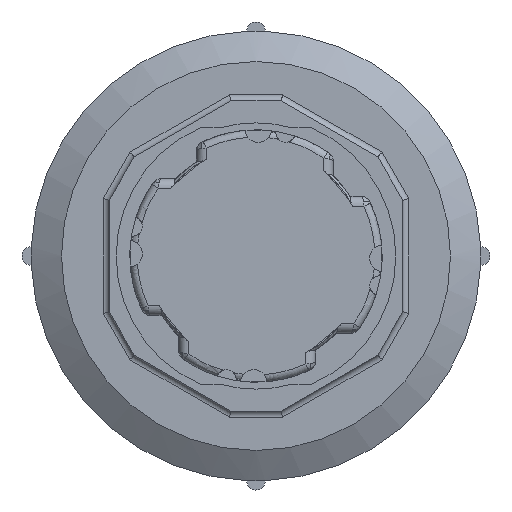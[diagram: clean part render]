
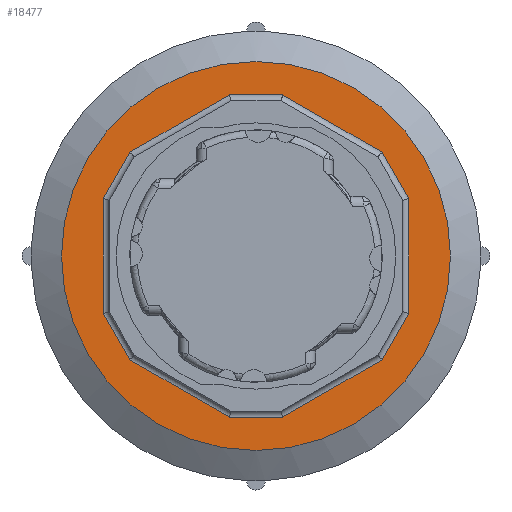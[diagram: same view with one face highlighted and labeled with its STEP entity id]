
A CAD part, front view. The second image highlights one B-rep face of the part: STEP entity #18477.
In plain terms, the highlighted planar face has unit normal (0, -1, 0).
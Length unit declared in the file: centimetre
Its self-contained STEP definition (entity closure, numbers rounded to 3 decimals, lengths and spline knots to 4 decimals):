
#294=FACE_BOUND('',#2953,.T.);
#1004=PLANE('',#19803);
#1934=FACE_OUTER_BOUND('',#2952,.T.);
#2952=EDGE_LOOP('',(#17019));
#2953=EDGE_LOOP('',(#17020,#17021,#17022,#17023,#17024,#17025,#17026,#17027,
#17028,#17029,#17030,#17031));
#5082=LINE('',#30816,#7226);
#5083=LINE('',#30818,#7227);
#5084=LINE('',#30820,#7228);
#5085=LINE('',#30822,#7229);
#5086=LINE('',#30824,#7230);
#5087=LINE('',#30826,#7231);
#5088=LINE('',#30828,#7232);
#5089=LINE('',#30830,#7233);
#5090=LINE('',#30832,#7234);
#5091=LINE('',#30834,#7235);
#5092=LINE('',#30836,#7236);
#5093=LINE('',#30837,#7237);
#7226=VECTOR('',#24478,0.4401);
#7227=VECTOR('',#24479,0.9439);
#7228=VECTOR('',#24480,0.4401);
#7229=VECTOR('',#24481,0.9439);
#7230=VECTOR('',#24482,0.4401);
#7231=VECTOR('',#24483,0.9439);
#7232=VECTOR('',#24484,0.4401);
#7233=VECTOR('',#24485,0.9439);
#7234=VECTOR('',#24486,0.4401);
#7235=VECTOR('',#24487,0.9439);
#7236=VECTOR('',#24488,0.4401);
#7237=VECTOR('',#24489,0.9439);
#7637=CIRCLE('',#19747,1.6);
#9337=VERTEX_POINT('',#30680);
#9381=VERTEX_POINT('',#30814);
#9382=VERTEX_POINT('',#30815);
#9383=VERTEX_POINT('',#30817);
#9384=VERTEX_POINT('',#30819);
#9385=VERTEX_POINT('',#30821);
#9386=VERTEX_POINT('',#30823);
#9387=VERTEX_POINT('',#30825);
#9388=VERTEX_POINT('',#30827);
#9389=VERTEX_POINT('',#30829);
#9390=VERTEX_POINT('',#30831);
#9391=VERTEX_POINT('',#30833);
#9392=VERTEX_POINT('',#30835);
#11920=EDGE_CURVE('',#9337,#9337,#7637,.T.);
#11982=EDGE_CURVE('',#9381,#9382,#5082,.T.);
#11983=EDGE_CURVE('',#9383,#9381,#5083,.T.);
#11984=EDGE_CURVE('',#9384,#9383,#5084,.T.);
#11985=EDGE_CURVE('',#9385,#9384,#5085,.T.);
#11986=EDGE_CURVE('',#9386,#9385,#5086,.T.);
#11987=EDGE_CURVE('',#9387,#9386,#5087,.T.);
#11988=EDGE_CURVE('',#9388,#9387,#5088,.T.);
#11989=EDGE_CURVE('',#9389,#9388,#5089,.T.);
#11990=EDGE_CURVE('',#9390,#9389,#5090,.T.);
#11991=EDGE_CURVE('',#9391,#9390,#5091,.T.);
#11992=EDGE_CURVE('',#9392,#9391,#5092,.T.);
#11993=EDGE_CURVE('',#9382,#9392,#5093,.T.);
#17019=ORIENTED_EDGE('',*,*,#11920,.T.);
#17020=ORIENTED_EDGE('',*,*,#11982,.F.);
#17021=ORIENTED_EDGE('',*,*,#11983,.F.);
#17022=ORIENTED_EDGE('',*,*,#11984,.F.);
#17023=ORIENTED_EDGE('',*,*,#11985,.F.);
#17024=ORIENTED_EDGE('',*,*,#11986,.F.);
#17025=ORIENTED_EDGE('',*,*,#11987,.F.);
#17026=ORIENTED_EDGE('',*,*,#11988,.F.);
#17027=ORIENTED_EDGE('',*,*,#11989,.F.);
#17028=ORIENTED_EDGE('',*,*,#11990,.F.);
#17029=ORIENTED_EDGE('',*,*,#11991,.F.);
#17030=ORIENTED_EDGE('',*,*,#11992,.F.);
#17031=ORIENTED_EDGE('',*,*,#11993,.F.);
#18477=ADVANCED_FACE('',(#1934,#294),#1004,.T.);
#19747=AXIS2_PLACEMENT_3D('',#30681,#24331,#24332);
#19803=AXIS2_PLACEMENT_3D('',#30813,#24476,#24477);
#24331=DIRECTION('center_axis',(0.,-1.,0.));
#24332=DIRECTION('ref_axis',(1.,0.,0.));
#24476=DIRECTION('center_axis',(0.,-1.,0.));
#24477=DIRECTION('ref_axis',(0.,0.,-1.));
#24478=DIRECTION('',(-1.,0.,0.));
#24479=DIRECTION('',(-0.866,0.,0.5));
#24480=DIRECTION('',(-0.5,0.,0.866));
#24481=DIRECTION('',(0.,0.,1.));
#24482=DIRECTION('',(0.5,0.,0.866));
#24483=DIRECTION('',(0.866,0.,0.5));
#24484=DIRECTION('',(1.,0.,0.));
#24485=DIRECTION('',(0.866,0.,-0.5));
#24486=DIRECTION('',(0.5,0.,-0.866));
#24487=DIRECTION('',(0.,0.,-1.));
#24488=DIRECTION('',(-0.5,0.,-0.866));
#24489=DIRECTION('',(-0.866,0.,-0.5));
#30680=CARTESIAN_POINT('',(1.6,-0.14,0.));
#30681=CARTESIAN_POINT('Origin',(0.,-0.14,
0.));
#30813=CARTESIAN_POINT('Origin',(1.4948,-0.14,0.));
#30814=CARTESIAN_POINT('',(0.22,-0.14,1.325));
#30815=CARTESIAN_POINT('',(-0.22,-0.14,1.325));
#30816=CARTESIAN_POINT('',(0.8507,-0.14,1.325));
#30817=CARTESIAN_POINT('',(1.0375,-0.14,0.8531));
#30818=CARTESIAN_POINT('',(1.3879,-0.14,0.6507));
#30819=CARTESIAN_POINT('',(1.2575,-0.14,0.4719));
#30820=CARTESIAN_POINT('',(1.386,-0.14,0.2494));
#30821=CARTESIAN_POINT('',(1.2575,-0.14,-0.4719));
#30822=CARTESIAN_POINT('',(1.2575,-0.14,-0.2293));
#30823=CARTESIAN_POINT('',(1.0375,-0.14,-0.8531));
#30824=CARTESIAN_POINT('',(1.2827,-0.14,-0.4283));
#30825=CARTESIAN_POINT('',(0.22,-0.14,-1.325));
#30826=CARTESIAN_POINT('',(0.9908,-0.14,-0.88));
#30827=CARTESIAN_POINT('',(-0.22,-0.14,-1.325));
#30828=CARTESIAN_POINT('',(0.6441,-0.14,-1.325));
#30829=CARTESIAN_POINT('',(-1.0375,-0.14,-0.8531));
#30830=CARTESIAN_POINT('',(-0.2667,-0.14,-1.298));
#30831=CARTESIAN_POINT('',(-1.2575,-0.14,-0.4719));
#30832=CARTESIAN_POINT('',(-1.0123,-0.14,-0.8967));
#30833=CARTESIAN_POINT('',(-1.2575,-0.14,0.4719));
#30834=CARTESIAN_POINT('',(-1.2575,-0.14,0.2293));
#30835=CARTESIAN_POINT('',(-1.0375,-0.14,0.8531));
#30836=CARTESIAN_POINT('',(-0.909,-0.14,1.0756));
#30837=CARTESIAN_POINT('',(0.1304,-0.14,1.5273));
